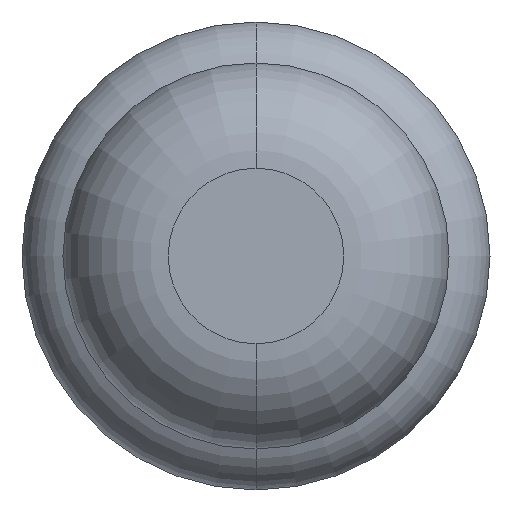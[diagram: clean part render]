
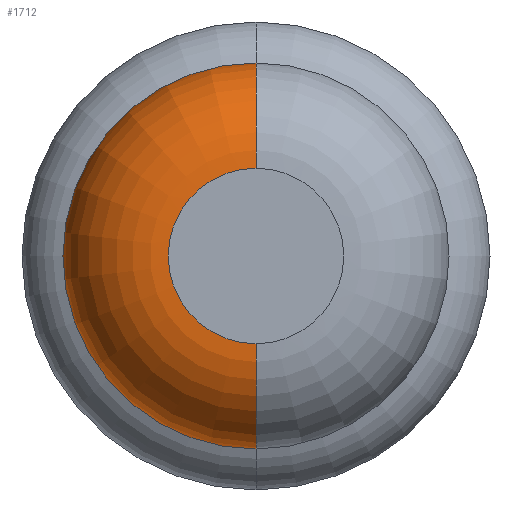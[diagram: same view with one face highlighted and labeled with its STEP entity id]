
A CAD part, front view. The second image highlights one B-rep face of the part: STEP entity #1712.
In plain terms, the highlighted toroidal (fillet/blend) face has major radius 0.375 mm and minor radius 0.45 mm.
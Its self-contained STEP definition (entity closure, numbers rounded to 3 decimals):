
#32 = AXIS2_PLACEMENT_3D ( 'NONE', #2459, #2170, #290 ) ;
#95 = CARTESIAN_POINT ( 'NONE',  ( 0., -27.4, 0.375 ) ) ;
#150 = AXIS2_PLACEMENT_3D ( 'NONE', #993, #659, #1516 ) ;
#153 = CIRCLE ( 'NONE', #2636, 0.825 ) ;
#155 = CARTESIAN_POINT ( 'NONE',  ( 0., -26.95, 0.825 ) ) ;
#290 = DIRECTION ( 'NONE',  ( 0., 0., 1. ) ) ;
#369 = EDGE_CURVE ( 'Defeature ausgef�hrt1_5+Defeature ausgef�hrt1_4+Defeature ausgef�hrt1_4+Defeature ausgef�hrt1_4', #1818, #3074, #3044, .T. ) ;
#407 = FACE_OUTER_BOUND ( 'NONE', #1083, .T. ) ;
#545 = CARTESIAN_POINT ( 'NONE',  ( 0., -26.95, -0.375 ) ) ;
#555 = AXIS2_PLACEMENT_3D ( 'NONE', #545, #2453, #3284 ) ;
#572 = CIRCLE ( 'NONE', #150, 0.45 ) ;
#622 = CARTESIAN_POINT ( 'NONE',  ( 0., -27.4, -0.375 ) ) ;
#659 = DIRECTION ( 'NONE',  ( -1., 0., 0. ) ) ;
#814 = EDGE_CURVE ( 'NONE', #1818, #3015, #1479, .T. ) ;
#825 = DIRECTION ( 'NONE',  ( 0., 1., 0. ) ) ;
#993 = CARTESIAN_POINT ( 'NONE',  ( 0., -26.95, 0.375 ) ) ;
#1083 = EDGE_LOOP ( 'NONE', ( #1679, #1465, #2348, #2762 ) ) ;
#1097 = TOROIDAL_SURFACE ( 'NONE', #2095, 0.375, 0.45 ) ;
#1324 = DIRECTION ( 'NONE',  ( 0., 1., 0. ) ) ;
#1401 = CARTESIAN_POINT ( 'NONE',  ( 0., -26.95, -0.825 ) ) ;
#1465 = ORIENTED_EDGE ( 'NONE', *, *, #369, .T. ) ;
#1479 = CIRCLE ( 'NONE', #555, 0.45 ) ;
#1516 = DIRECTION ( 'NONE',  ( 0., 0., 1. ) ) ;
#1677 = DIRECTION ( 'NONE',  ( 0., 0., 1. ) ) ;
#1679 = ORIENTED_EDGE ( 'NONE', *, *, #814, .F. ) ;
#1712 = ADVANCED_FACE ( 'Defeature ausgef�hrt1_5', ( #407 ), #1097, .T. ) ;
#1818 = VERTEX_POINT ( 'NONE', #622 ) ;
#2095 = AXIS2_PLACEMENT_3D ( 'NONE', #3289, #825, #1677 ) ;
#2134 = EDGE_CURVE ( 'NONE', #3074, #2180, #572, .T. ) ;
#2170 = DIRECTION ( 'NONE',  ( 0., 1., 0. ) ) ;
#2180 = VERTEX_POINT ( 'NONE', #155 ) ;
#2216 = CARTESIAN_POINT ( 'NONE',  ( 0., -26.95, 0. ) ) ;
#2348 = ORIENTED_EDGE ( 'NONE', *, *, #2134, .T. ) ;
#2453 = DIRECTION ( 'NONE',  ( 1., 0., 0. ) ) ;
#2459 = CARTESIAN_POINT ( 'NONE',  ( 0., -27.4, 0. ) ) ;
#2636 = AXIS2_PLACEMENT_3D ( 'NONE', #2216, #1324, #3511 ) ;
#2762 = ORIENTED_EDGE ( 'NONE', *, *, #3378, .F. ) ;
#3015 = VERTEX_POINT ( 'NONE', #1401 ) ;
#3044 = CIRCLE ( 'NONE', #32, 0.375 ) ;
#3074 = VERTEX_POINT ( 'NONE', #95 ) ;
#3284 = DIRECTION ( 'NONE',  ( 0., 0., -1. ) ) ;
#3289 = CARTESIAN_POINT ( 'NONE',  ( 0., -26.95, 0. ) ) ;
#3378 = EDGE_CURVE ( 'Defeature ausgef�hrt1_6+Defeature ausgef�hrt1_5+Defeature ausgef�hrt1_5+Defeature ausgef�hrt1_5', #3015, #2180, #153, .T. ) ;
#3511 = DIRECTION ( 'NONE',  ( 0., 0., 1. ) ) ;
